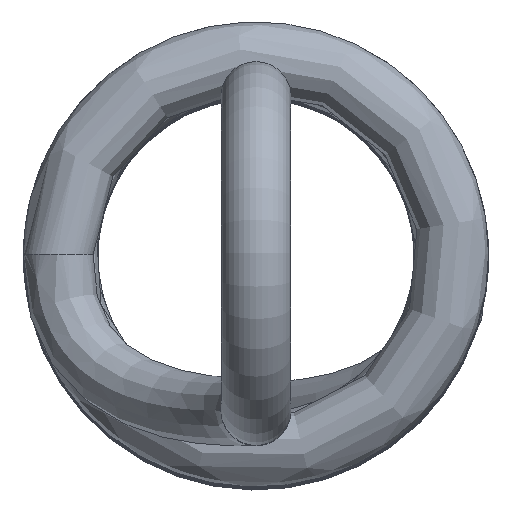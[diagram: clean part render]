
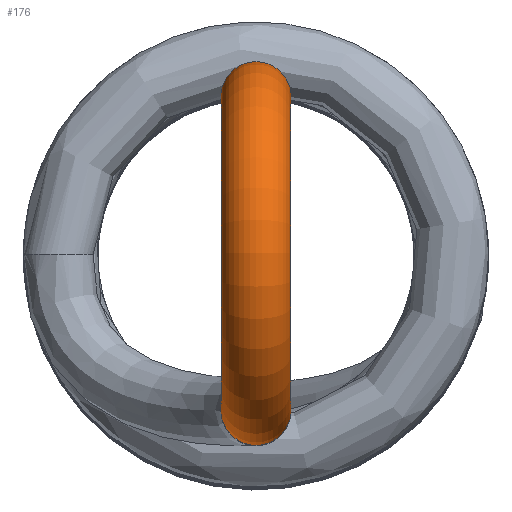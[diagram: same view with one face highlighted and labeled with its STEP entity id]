
A CAD part, top view. The second image highlights one B-rep face of the part: STEP entity #176.
In plain terms, the highlighted toroidal (fillet/blend) face has major radius 2.7 mm and minor radius 0.6 mm.
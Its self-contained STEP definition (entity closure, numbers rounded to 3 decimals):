
#33=FACE_OUTER_BOUND('',#42,.T.);
#42=EDGE_LOOP('',(#138,#139,#140,#141,#142));
#58=CIRCLE('',#198,0.6);
#59=CIRCLE('',#199,2.1);
#60=CIRCLE('',#200,0.6);
#61=CIRCLE('',#201,0.6);
#79=VERTEX_POINT('',#430);
#80=VERTEX_POINT('',#432);
#81=VERTEX_POINT('',#434);
#102=EDGE_CURVE('',#79,#79,#58,.T.);
#103=EDGE_CURVE('',#79,#80,#59,.T.);
#104=EDGE_CURVE('',#80,#81,#60,.T.);
#105=EDGE_CURVE('',#81,#80,#61,.T.);
#138=ORIENTED_EDGE('',*,*,#102,.F.);
#139=ORIENTED_EDGE('',*,*,#103,.T.);
#140=ORIENTED_EDGE('',*,*,#104,.T.);
#141=ORIENTED_EDGE('',*,*,#105,.T.);
#142=ORIENTED_EDGE('',*,*,#103,.F.);
#171=TOROIDAL_SURFACE('',#197,2.7,0.6);
#176=ADVANCED_FACE('',(#33),#171,.T.);
#197=AXIS2_PLACEMENT_3D('',#429,#242,#243);
#198=AXIS2_PLACEMENT_3D('',#431,#244,#245);
#199=AXIS2_PLACEMENT_3D('',#433,#246,#247);
#200=AXIS2_PLACEMENT_3D('',#435,#248,#249);
#201=AXIS2_PLACEMENT_3D('',#436,#250,#251);
#242=DIRECTION('center_axis',(-1.,0.,0.));
#243=DIRECTION('ref_axis',(0.,0.866,0.5));
#244=DIRECTION('center_axis',(0.,-0.866,
0.5));
#245=DIRECTION('ref_axis',(-1.,0.,0.));
#246=DIRECTION('center_axis',(1.,0.,0.));
#247=DIRECTION('ref_axis',(0.,0.866,0.5));
#248=DIRECTION('center_axis',(0.,0.,
1.));
#249=DIRECTION('ref_axis',(-1.,0.,0.));
#250=DIRECTION('center_axis',(0.,0.,
1.));
#251=DIRECTION('ref_axis',(-1.,0.,0.));
#429=CARTESIAN_POINT('Origin',(0.,0.,
39.938));
#430=CARTESIAN_POINT('',(0.,-1.05,38.119));
#431=CARTESIAN_POINT('Origin',(0.,-1.35,37.599));
#432=CARTESIAN_POINT('',(0.,-2.1,39.938));
#433=CARTESIAN_POINT('Origin',(0.,0.,
39.938));
#434=CARTESIAN_POINT('',(0.6,-2.7,39.938));
#435=CARTESIAN_POINT('Origin',(0.,-2.7,39.938));
#436=CARTESIAN_POINT('Origin',(0.,-2.7,39.938));
